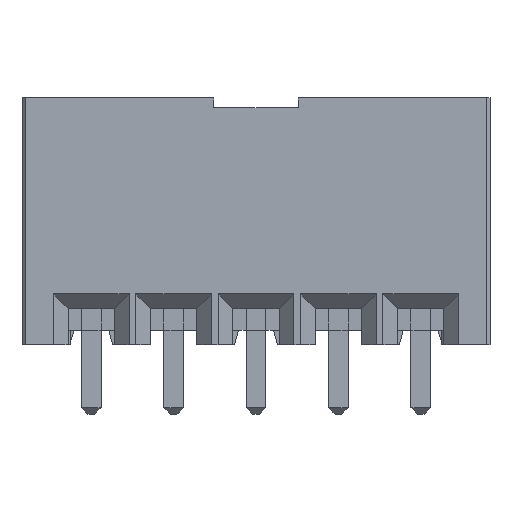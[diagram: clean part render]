
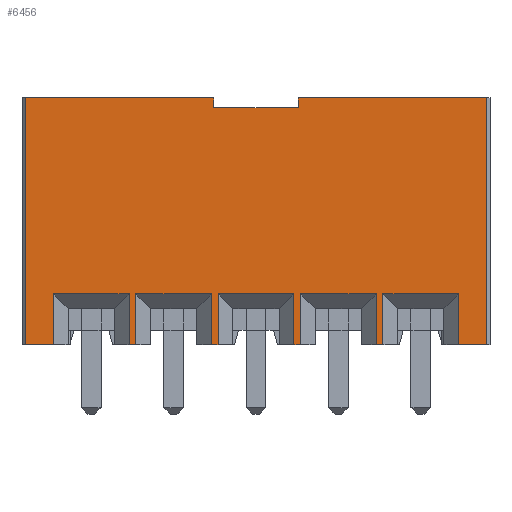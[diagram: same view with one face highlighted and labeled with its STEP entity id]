
A CAD part, front view. The second image highlights one B-rep face of the part: STEP entity #6456.
In plain terms, the highlighted planar face has unit normal (0, -1, 0).
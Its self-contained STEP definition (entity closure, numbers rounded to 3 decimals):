
#632=ORIENTED_EDGE('',*,*,#2437,.T.);
#633=ORIENTED_EDGE('',*,*,#2438,.T.);
#634=ORIENTED_EDGE('',*,*,#2137,.F.);
#635=ORIENTED_EDGE('',*,*,#2439,.T.);
#636=ORIENTED_EDGE('',*,*,#2440,.T.);
#637=ORIENTED_EDGE('',*,*,#2441,.T.);
#638=ORIENTED_EDGE('',*,*,#2223,.F.);
#639=ORIENTED_EDGE('',*,*,#2442,.T.);
#640=ORIENTED_EDGE('',*,*,#2443,.T.);
#641=ORIENTED_EDGE('',*,*,#2444,.T.);
#642=ORIENTED_EDGE('',*,*,#2265,.F.);
#643=ORIENTED_EDGE('',*,*,#2445,.T.);
#644=ORIENTED_EDGE('',*,*,#2446,.T.);
#645=ORIENTED_EDGE('',*,*,#2447,.T.);
#646=ORIENTED_EDGE('',*,*,#2316,.F.);
#647=ORIENTED_EDGE('',*,*,#2448,.T.);
#648=ORIENTED_EDGE('',*,*,#2449,.T.);
#649=ORIENTED_EDGE('',*,*,#2450,.T.);
#650=ORIENTED_EDGE('',*,*,#2451,.F.);
#651=ORIENTED_EDGE('',*,*,#2452,.F.);
#652=ORIENTED_EDGE('',*,*,#2418,.T.);
#653=ORIENTED_EDGE('',*,*,#2453,.T.);
#654=ORIENTED_EDGE('',*,*,#2454,.T.);
#655=ORIENTED_EDGE('',*,*,#2455,.T.);
#656=ORIENTED_EDGE('',*,*,#2433,.T.);
#657=ORIENTED_EDGE('',*,*,#2456,.T.);
#658=ORIENTED_EDGE('',*,*,#2036,.F.);
#659=ORIENTED_EDGE('',*,*,#2457,.T.);
#2036=EDGE_CURVE('',#2965,#2966,#3587,.T.);
#2137=EDGE_CURVE('',#3061,#3062,#3688,.T.);
#2223=EDGE_CURVE('',#3128,#3129,#3774,.T.);
#2265=EDGE_CURVE('',#3164,#3165,#3816,.T.);
#2316=EDGE_CURVE('',#3206,#3207,#3867,.T.);
#2418=EDGE_CURVE('',#3290,#3289,#3969,.T.);
#2433=EDGE_CURVE('',#3301,#3300,#3984,.T.);
#2437=EDGE_CURVE('',#3303,#3304,#3988,.T.);
#2438=EDGE_CURVE('',#3304,#3062,#3989,.T.);
#2439=EDGE_CURVE('',#3061,#3305,#3990,.T.);
#2440=EDGE_CURVE('',#3305,#3306,#3991,.T.);
#2441=EDGE_CURVE('',#3306,#3129,#3992,.T.);
#2442=EDGE_CURVE('',#3128,#3307,#3993,.T.);
#2443=EDGE_CURVE('',#3307,#3308,#3994,.T.);
#2444=EDGE_CURVE('',#3308,#3165,#3995,.T.);
#2445=EDGE_CURVE('',#3164,#3309,#3996,.T.);
#2446=EDGE_CURVE('',#3309,#3310,#3997,.T.);
#2447=EDGE_CURVE('',#3310,#3207,#3998,.T.);
#2448=EDGE_CURVE('',#3206,#3311,#3999,.T.);
#2449=EDGE_CURVE('',#3311,#3312,#4000,.T.);
#2450=EDGE_CURVE('',#3312,#3313,#4001,.T.);
#2451=EDGE_CURVE('',#3314,#3313,#4002,.T.);
#2452=EDGE_CURVE('',#3290,#3314,#4003,.T.);
#2453=EDGE_CURVE('',#3289,#3315,#4004,.T.);
#2454=EDGE_CURVE('',#3315,#3316,#4005,.T.);
#2455=EDGE_CURVE('',#3316,#3301,#4006,.T.);
#2456=EDGE_CURVE('',#3300,#2966,#4007,.T.);
#2457=EDGE_CURVE('',#2965,#3303,#4008,.T.);
#2965=VERTEX_POINT('',#8943);
#2966=VERTEX_POINT('',#8945);
#3061=VERTEX_POINT('',#9150);
#3062=VERTEX_POINT('',#9151);
#3128=VERTEX_POINT('',#9312);
#3129=VERTEX_POINT('',#9313);
#3164=VERTEX_POINT('',#9397);
#3165=VERTEX_POINT('',#9398);
#3206=VERTEX_POINT('',#9497);
#3207=VERTEX_POINT('',#9498);
#3289=VERTEX_POINT('',#9696);
#3290=VERTEX_POINT('',#9698);
#3300=VERTEX_POINT('',#9723);
#3301=VERTEX_POINT('',#9725);
#3303=VERTEX_POINT('',#9732);
#3304=VERTEX_POINT('',#9733);
#3305=VERTEX_POINT('',#9736);
#3306=VERTEX_POINT('',#9738);
#3307=VERTEX_POINT('',#9741);
#3308=VERTEX_POINT('',#9743);
#3309=VERTEX_POINT('',#9746);
#3310=VERTEX_POINT('',#9748);
#3311=VERTEX_POINT('',#9751);
#3312=VERTEX_POINT('',#9753);
#3313=VERTEX_POINT('',#9755);
#3314=VERTEX_POINT('',#9757);
#3315=VERTEX_POINT('',#9760);
#3316=VERTEX_POINT('',#9762);
#3587=LINE('',#8944,#4524);
#3688=LINE('',#9149,#4625);
#3774=LINE('',#9311,#4711);
#3816=LINE('',#9396,#4753);
#3867=LINE('',#9496,#4804);
#3969=LINE('',#9697,#4906);
#3984=LINE('',#9724,#4921);
#3988=LINE('',#9731,#4925);
#3989=LINE('',#9734,#4926);
#3990=LINE('',#9735,#4927);
#3991=LINE('',#9737,#4928);
#3992=LINE('',#9739,#4929);
#3993=LINE('',#9740,#4930);
#3994=LINE('',#9742,#4931);
#3995=LINE('',#9744,#4932);
#3996=LINE('',#9745,#4933);
#3997=LINE('',#9747,#4934);
#3998=LINE('',#9749,#4935);
#3999=LINE('',#9750,#4936);
#4000=LINE('',#9752,#4937);
#4001=LINE('',#9754,#4938);
#4002=LINE('',#9756,#4939);
#4003=LINE('',#9758,#4940);
#4004=LINE('',#9759,#4941);
#4005=LINE('',#9761,#4942);
#4006=LINE('',#9763,#4943);
#4007=LINE('',#9764,#4944);
#4008=LINE('',#9765,#4945);
#4524=VECTOR('',#7243,1000.);
#4625=VECTOR('',#7362,1000.);
#4711=VECTOR('',#7466,1000.);
#4753=VECTOR('',#7522,1000.);
#4804=VECTOR('',#7587,1000.);
#4906=VECTOR('',#7719,1000.);
#4921=VECTOR('',#7736,1000.);
#4925=VECTOR('',#7742,1000.);
#4926=VECTOR('',#7743,1000.);
#4927=VECTOR('',#7744,1000.);
#4928=VECTOR('',#7745,1000.);
#4929=VECTOR('',#7746,1000.);
#4930=VECTOR('',#7747,1000.);
#4931=VECTOR('',#7748,1000.);
#4932=VECTOR('',#7749,1000.);
#4933=VECTOR('',#7750,1000.);
#4934=VECTOR('',#7751,1000.);
#4935=VECTOR('',#7752,1000.);
#4936=VECTOR('',#7753,1000.);
#4937=VECTOR('',#7754,1000.);
#4938=VECTOR('',#7755,1000.);
#4939=VECTOR('',#7756,1000.);
#4940=VECTOR('',#7757,1000.);
#4941=VECTOR('',#7758,1000.);
#4942=VECTOR('',#7759,1000.);
#4943=VECTOR('',#7760,1000.);
#4944=VECTOR('',#7761,1000.);
#4945=VECTOR('',#7762,1000.);
#5426=EDGE_LOOP('',(#632,#633,#634,#635,#636,#637,#638,#639,#640,#641,#642,
#643,#644,#645,#646,#647,#648,#649,#650,#651,#652,#653,#654,#655,#656,#657,
#658,#659));
#5777=FACE_BOUND('',#5426,.T.);
#6123=PLANE('',#6817);
#6456=ADVANCED_FACE('',(#5777),#6123,.T.);
#6817=AXIS2_PLACEMENT_3D('',#9730,#7740,#7741);
#7243=DIRECTION('',(-1.,0.,0.));
#7362=DIRECTION('',(-1.,0.,0.));
#7466=DIRECTION('',(-1.,0.,0.));
#7522=DIRECTION('',(-1.,0.,0.));
#7587=DIRECTION('',(-1.,0.,0.));
#7719=DIRECTION('',(-1.,0.,0.));
#7736=DIRECTION('',(-1.,0.,0.));
#7740=DIRECTION('',(0.,-1.,0.));
#7741=DIRECTION('',(1.,0.,0.));
#7742=DIRECTION('',(1.,0.,0.));
#7743=DIRECTION('',(0.,0.,-1.));
#7744=DIRECTION('',(0.,0.,1.));
#7745=DIRECTION('',(1.,0.,0.));
#7746=DIRECTION('',(0.,0.,-1.));
#7747=DIRECTION('',(0.,0.,1.));
#7748=DIRECTION('',(1.,0.,0.));
#7749=DIRECTION('',(0.,0.,-1.));
#7750=DIRECTION('',(0.,0.,1.));
#7751=DIRECTION('',(1.,0.,0.));
#7752=DIRECTION('',(0.,0.,-1.));
#7753=DIRECTION('',(0.,0.,1.));
#7754=DIRECTION('',(1.,0.,0.));
#7755=DIRECTION('',(0.,0.,-1.));
#7756=DIRECTION('',(-1.,0.,0.));
#7757=DIRECTION('',(0.,0.,-1.));
#7758=DIRECTION('',(0.,0.,-1.));
#7759=DIRECTION('',(-1.,0.,0.));
#7760=DIRECTION('',(0.,0.,1.));
#7761=DIRECTION('',(0.,0.,-1.));
#7762=DIRECTION('',(0.,0.,1.));
#8943=CARTESIAN_POINT('',(-6.15,-2.6,-3.75));
#8944=CARTESIAN_POINT('',(7.,-2.6,-3.75));
#8945=CARTESIAN_POINT('',(-7.,-2.6,-3.75));
#9149=CARTESIAN_POINT('',(7.,-2.6,-3.75));
#9150=CARTESIAN_POINT('',(-3.65,-2.6,-3.75));
#9151=CARTESIAN_POINT('',(-3.85,-2.6,-3.75));
#9311=CARTESIAN_POINT('',(7.,-2.6,-3.75));
#9312=CARTESIAN_POINT('',(-1.15,-2.6,-3.75));
#9313=CARTESIAN_POINT('',(-1.35,-2.6,-3.75));
#9396=CARTESIAN_POINT('',(7.,-2.6,-3.75));
#9397=CARTESIAN_POINT('',(1.35,-2.6,-3.75));
#9398=CARTESIAN_POINT('',(1.15,-2.6,-3.75));
#9496=CARTESIAN_POINT('',(7.,-2.6,-3.75));
#9497=CARTESIAN_POINT('',(3.85,-2.6,-3.75));
#9498=CARTESIAN_POINT('',(3.65,-2.6,-3.75));
#9696=CARTESIAN_POINT('',(1.275,-2.6,3.75));
#9697=CARTESIAN_POINT('',(7.,-2.6,3.75));
#9698=CARTESIAN_POINT('',(7.,-2.6,3.75));
#9723=CARTESIAN_POINT('',(-7.,-2.6,3.75));
#9724=CARTESIAN_POINT('',(7.,-2.6,3.75));
#9725=CARTESIAN_POINT('',(-1.275,-2.6,3.75));
#9730=CARTESIAN_POINT('',(7.,-2.6,3.75));
#9731=CARTESIAN_POINT('',(-4.3,-2.6,-2.2));
#9732=CARTESIAN_POINT('',(-6.15,-2.6,-2.2));
#9733=CARTESIAN_POINT('',(-3.85,-2.6,-2.2));
#9734=CARTESIAN_POINT('',(-3.85,-2.6,3.75));
#9735=CARTESIAN_POINT('',(-3.65,-2.6,3.75));
#9736=CARTESIAN_POINT('',(-3.65,-2.6,-2.2));
#9737=CARTESIAN_POINT('',(-1.8,-2.6,-2.2));
#9738=CARTESIAN_POINT('',(-1.35,-2.6,-2.2));
#9739=CARTESIAN_POINT('',(-1.35,-2.6,3.75));
#9740=CARTESIAN_POINT('',(-1.15,-2.6,3.75));
#9741=CARTESIAN_POINT('',(-1.15,-2.6,-2.2));
#9742=CARTESIAN_POINT('',(0.7,-2.6,-2.2));
#9743=CARTESIAN_POINT('',(1.15,-2.6,-2.2));
#9744=CARTESIAN_POINT('',(1.15,-2.6,3.75));
#9745=CARTESIAN_POINT('',(1.35,-2.6,3.75));
#9746=CARTESIAN_POINT('',(1.35,-2.6,-2.2));
#9747=CARTESIAN_POINT('',(3.2,-2.6,-2.2));
#9748=CARTESIAN_POINT('',(3.65,-2.6,-2.2));
#9749=CARTESIAN_POINT('',(3.65,-2.6,3.75));
#9750=CARTESIAN_POINT('',(3.85,-2.6,3.75));
#9751=CARTESIAN_POINT('',(3.85,-2.6,-2.2));
#9752=CARTESIAN_POINT('',(5.7,-2.6,-2.2));
#9753=CARTESIAN_POINT('',(6.15,-2.6,-2.2));
#9754=CARTESIAN_POINT('',(6.15,-2.6,3.75));
#9755=CARTESIAN_POINT('',(6.15,-2.6,-3.75));
#9756=CARTESIAN_POINT('',(7.,-2.6,-3.75));
#9757=CARTESIAN_POINT('',(7.,-2.6,-3.75));
#9758=CARTESIAN_POINT('',(7.,-2.6,3.75));
#9759=CARTESIAN_POINT('',(1.275,-2.6,3.75));
#9760=CARTESIAN_POINT('',(1.275,-2.6,3.45));
#9761=CARTESIAN_POINT('',(7.,-2.6,3.45));
#9762=CARTESIAN_POINT('',(-1.275,-2.6,3.45));
#9763=CARTESIAN_POINT('',(-1.275,-2.6,3.75));
#9764=CARTESIAN_POINT('',(-7.,-2.6,3.75));
#9765=CARTESIAN_POINT('',(-6.15,-2.6,3.75));
